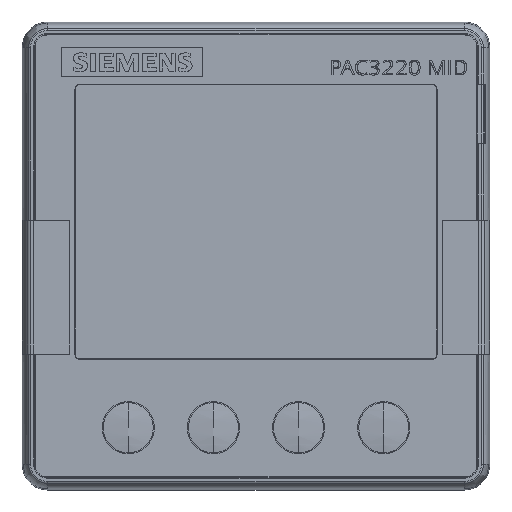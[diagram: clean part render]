
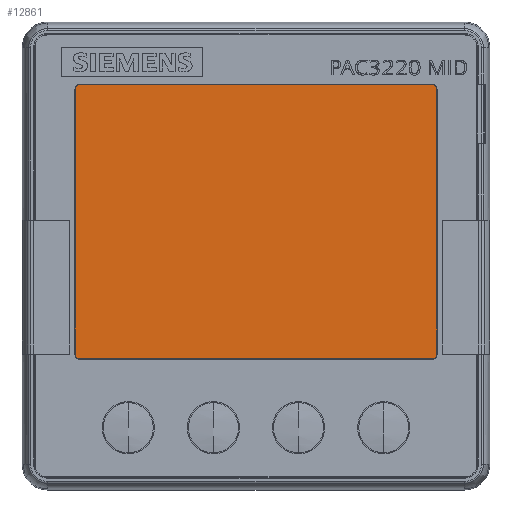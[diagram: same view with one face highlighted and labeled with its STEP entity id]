
A CAD part, top view. The second image highlights one B-rep face of the part: STEP entity #12861.
In plain terms, the highlighted planar face has unit normal (0, 0, 1).
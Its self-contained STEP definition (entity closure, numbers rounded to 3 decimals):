
#11465=ELLIPSE('',#42279,0.8,0.8);
#12201=B_SPLINE_CURVE_WITH_KNOTS('',3,(#53221,#53222,#53223,#53224),
 .UNSPECIFIED.,.F.,.F.,(4,4),(0.,1.),.UNSPECIFIED.);
#12202=B_SPLINE_CURVE_WITH_KNOTS('',3,(#53228,#53229,#53230,#53231),
 .UNSPECIFIED.,.F.,.F.,(4,4),(0.,1.),.UNSPECIFIED.);
#12203=B_SPLINE_CURVE_WITH_KNOTS('',3,(#53235,#53236,#53237,#53238),
 .UNSPECIFIED.,.F.,.F.,(4,4),(0.,1.),.UNSPECIFIED.);
#12861=ADVANCED_FACE('7146',(#15583),#14458,.T.);
#14458=PLANE('',#42280);
#15583=FACE_OUTER_BOUND('',#17184,.T.);
#17184=EDGE_LOOP('',(#25108,#25109,#25110,#25111,#25112,#25113,#25114,#25115));
#18956=LINE('',#53214,#21917);
#18957=LINE('',#53219,#21918);
#18958=LINE('',#53226,#21919);
#18959=LINE('',#53233,#21920);
#21917=VECTOR('',#44889,1.);
#21918=VECTOR('',#44892,1.);
#21919=VECTOR('',#44893,1.);
#21920=VECTOR('',#44894,1.);
#25108=ORIENTED_EDGE('',*,*,#36984,.F.);
#25109=ORIENTED_EDGE('',*,*,#36985,.T.);
#25110=ORIENTED_EDGE('',*,*,#36986,.F.);
#25111=ORIENTED_EDGE('',*,*,#36987,.F.);
#25112=ORIENTED_EDGE('',*,*,#36988,.F.);
#25113=ORIENTED_EDGE('',*,*,#36989,.F.);
#25114=ORIENTED_EDGE('',*,*,#36990,.F.);
#25115=ORIENTED_EDGE('',*,*,#36991,.F.);
#33981=VERTEX_POINT('',#53215);
#33982=VERTEX_POINT('',#53216);
#33983=VERTEX_POINT('',#53218);
#33984=VERTEX_POINT('',#53220);
#33985=VERTEX_POINT('',#53225);
#33986=VERTEX_POINT('',#53227);
#33987=VERTEX_POINT('',#53232);
#33988=VERTEX_POINT('',#53234);
#36984=EDGE_CURVE('5836',#33981,#33982,#18956,.T.);
#36985=EDGE_CURVE('',#33981,#33983,#11465,.T.);
#36986=EDGE_CURVE('5838',#33984,#33983,#18957,.T.);
#36987=EDGE_CURVE('5839',#33985,#33984,#12201,.T.);
#36988=EDGE_CURVE('5840',#33986,#33985,#18958,.T.);
#36989=EDGE_CURVE('5841',#33987,#33986,#12202,.T.);
#36990=EDGE_CURVE('5842',#33988,#33987,#18959,.T.);
#36991=EDGE_CURVE('5843',#33982,#33988,#12203,.T.);
#42279=AXIS2_PLACEMENT_3D('',#53217,#44890,#44891);
#42280=AXIS2_PLACEMENT_3D('',#53239,#44895,#44896);
#44889=DIRECTION('',(1.,0.,0.));
#44890=DIRECTION('',(0.,0.,1.));
#44891=DIRECTION('',(-0.707,0.707,0.));
#44892=DIRECTION('',(0.,1.,0.));
#44893=DIRECTION('',(-1.,0.,0.));
#44894=DIRECTION('',(0.,-1.,0.));
#44895=DIRECTION('',(0.,0.,1.));
#44896=DIRECTION('',(1.,0.,0.));
#53214=CARTESIAN_POINT('',(11.739,83.246,57.95));
#53215=CARTESIAN_POINT('',(11.74,83.246,57.95));
#53216=CARTESIAN_POINT('',(84.385,83.246,57.95));
#53217=CARTESIAN_POINT('',(11.741,82.446,57.95));
#53218=CARTESIAN_POINT('',(10.941,82.446,57.95));
#53219=CARTESIAN_POINT('',(10.941,27.721,57.95));
#53220=CARTESIAN_POINT('',(10.941,27.721,57.95));
#53221=CARTESIAN_POINT('',(11.739,26.922,57.95));
#53222=CARTESIAN_POINT('',(11.321,26.923,57.957));
#53223=CARTESIAN_POINT('',(10.941,27.303,57.957));
#53224=CARTESIAN_POINT('',(10.941,27.721,57.95));
#53225=CARTESIAN_POINT('',(11.739,26.922,57.95));
#53226=CARTESIAN_POINT('',(84.385,26.922,57.95));
#53227=CARTESIAN_POINT('',(84.385,26.922,57.95));
#53228=CARTESIAN_POINT('',(85.184,27.721,57.95));
#53229=CARTESIAN_POINT('',(85.183,27.303,57.957));
#53230=CARTESIAN_POINT('',(84.803,26.923,57.957));
#53231=CARTESIAN_POINT('',(84.385,26.922,57.95));
#53232=CARTESIAN_POINT('',(85.184,27.721,57.95));
#53233=CARTESIAN_POINT('',(85.184,82.447,57.95));
#53234=CARTESIAN_POINT('',(85.184,82.447,57.95));
#53235=CARTESIAN_POINT('',(84.385,83.246,57.95));
#53236=CARTESIAN_POINT('',(84.803,83.245,57.957));
#53237=CARTESIAN_POINT('',(85.183,82.865,57.957));
#53238=CARTESIAN_POINT('',(85.184,82.447,57.95));
#53239=CARTESIAN_POINT('',(10.941,83.246,57.95));
